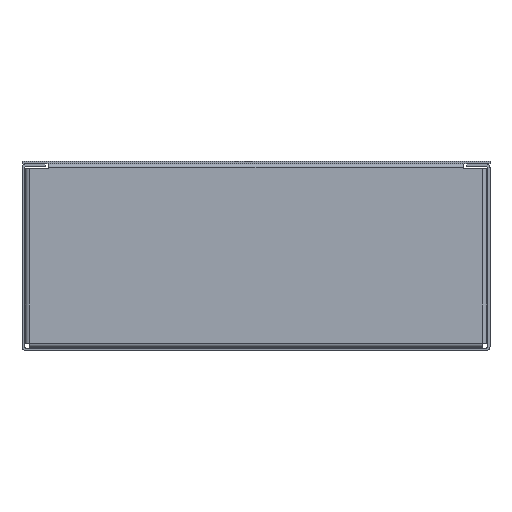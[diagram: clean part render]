
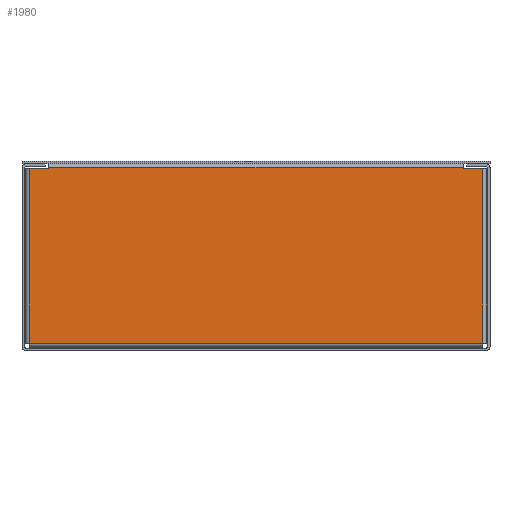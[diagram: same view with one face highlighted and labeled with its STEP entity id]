
A CAD part, front view. The second image highlights one B-rep face of the part: STEP entity #1980.
In plain terms, the highlighted planar face has unit normal (0, -1, 0).
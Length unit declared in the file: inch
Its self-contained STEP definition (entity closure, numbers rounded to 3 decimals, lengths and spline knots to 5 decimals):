
#141 = VECTOR ( 'NONE', #1113, 39.37008 ) ;
#157 = CARTESIAN_POINT ( 'NONE',  ( 4.429, -6., 3.9 ) ) ;
#409 = DIRECTION ( 'NONE',  ( -1., 0., 0. ) ) ;
#415 = LINE ( 'NONE', #4820, #1715 ) ;
#416 = CARTESIAN_POINT ( 'NONE',  ( -4.844, -6., 0.166 ) ) ;
#471 = LINE ( 'NONE', #5457, #4645 ) ;
#512 = DIRECTION ( 'NONE',  ( 0., 0., -1. ) ) ;
#557 = CARTESIAN_POINT ( 'NONE',  ( -4.844, -6., 3.9 ) ) ;
#626 = EDGE_CURVE ( 'NONE', #6299, #927, #415, .T. ) ;
#628 = LINE ( 'NONE', #2145, #2224 ) ;
#885 = DIRECTION ( 'NONE',  ( 0., 0., -1. ) ) ;
#915 = CARTESIAN_POINT ( 'NONE',  ( -4.429, -6., 3.914 ) ) ;
#927 = VERTEX_POINT ( 'NONE', #157 ) ;
#1005 = LINE ( 'NONE', #3572, #1599 ) ;
#1113 = DIRECTION ( 'NONE',  ( -1., 0., 0. ) ) ;
#1599 = VECTOR ( 'NONE', #2090, 39.37008 ) ;
#1715 = VECTOR ( 'NONE', #885, 39.37008 ) ;
#1892 = CARTESIAN_POINT ( 'NONE',  ( -4.844, -6., 3.914 ) ) ;
#1980 = ADVANCED_FACE ( 'NONE', ( #5796 ), #4785, .T. ) ;
#2090 = DIRECTION ( 'NONE',  ( 0., 0., 1. ) ) ;
#2145 = CARTESIAN_POINT ( 'NONE',  ( 4.844, -6., 0.166 ) ) ;
#2201 = EDGE_CURVE ( 'NONE', #2588, #3964, #471, .T. ) ;
#2224 = VECTOR ( 'NONE', #3658, 39.37008 ) ;
#2380 = ORIENTED_EDGE ( 'NONE', *, *, #3895, .T. ) ;
#2422 = CARTESIAN_POINT ( 'NONE',  ( -4.844, -6., 3.9 ) ) ;
#2578 = VECTOR ( 'NONE', #512, 39.37008 ) ;
#2588 = VERTEX_POINT ( 'NONE', #3584 ) ;
#2601 = EDGE_CURVE ( 'NONE', #4268, #927, #5610, .T. ) ;
#2813 = LINE ( 'NONE', #1892, #2960 ) ;
#2881 = CARTESIAN_POINT ( 'NONE',  ( 4.844, -6., 3.9 ) ) ;
#2960 = VECTOR ( 'NONE', #409, 39.37008 ) ;
#2970 = AXIS2_PLACEMENT_3D ( 'NONE', #4811, #5885, #4316 ) ;
#3090 = ORIENTED_EDGE ( 'NONE', *, *, #2601, .T. ) ;
#3290 = ORIENTED_EDGE ( 'NONE', *, *, #5773, .T. ) ;
#3322 = DIRECTION ( 'NONE',  ( 1., 0., 0. ) ) ;
#3326 = ORIENTED_EDGE ( 'NONE', *, *, #6308, .F. ) ;
#3443 = CARTESIAN_POINT ( 'NONE',  ( -4.844, -6., 0.166 ) ) ;
#3535 = VERTEX_POINT ( 'NONE', #5937 ) ;
#3572 = CARTESIAN_POINT ( 'NONE',  ( -4.429, -6., 3.9 ) ) ;
#3584 = CARTESIAN_POINT ( 'NONE',  ( -4.429, -6., 3.9 ) ) ;
#3658 = DIRECTION ( 'NONE',  ( 0., 0., 1. ) ) ;
#3895 = EDGE_CURVE ( 'NONE', #3964, #3997, #4946, .T. ) ;
#3964 = VERTEX_POINT ( 'NONE', #2422 ) ;
#3989 = DIRECTION ( 'NONE',  ( -1., 0., 0. ) ) ;
#3994 = CARTESIAN_POINT ( 'NONE',  ( 4.429, -6., 3.914 ) ) ;
#3997 = VERTEX_POINT ( 'NONE', #5177 ) ;
#4268 = VERTEX_POINT ( 'NONE', #2881 ) ;
#4316 = DIRECTION ( 'NONE',  ( 1., 0., 0. ) ) ;
#4366 = LINE ( 'NONE', #416, #4416 ) ;
#4416 = VECTOR ( 'NONE', #3322, 39.37008 ) ;
#4525 = ORIENTED_EDGE ( 'NONE', *, *, #5503, .T. ) ;
#4617 = ORIENTED_EDGE ( 'NONE', *, *, #626, .F. ) ;
#4645 = VECTOR ( 'NONE', #3989, 39.37008 ) ;
#4785 = PLANE ( 'NONE',  #2970 ) ;
#4811 = CARTESIAN_POINT ( 'NONE',  ( -4.844, -6., 0.166 ) ) ;
#4820 = CARTESIAN_POINT ( 'NONE',  ( 4.429, -6., 3.9 ) ) ;
#4946 = LINE ( 'NONE', #3443, #2578 ) ;
#5177 = CARTESIAN_POINT ( 'NONE',  ( -4.844, -6., 0.166 ) ) ;
#5457 = CARTESIAN_POINT ( 'NONE',  ( -4.844, -6., 3.9 ) ) ;
#5503 = EDGE_CURVE ( 'NONE', #3535, #4268, #628, .T. ) ;
#5610 = LINE ( 'NONE', #557, #141 ) ;
#5773 = EDGE_CURVE ( 'NONE', #3997, #3535, #4366, .T. ) ;
#5796 = FACE_OUTER_BOUND ( 'NONE', #6035, .T. ) ;
#5818 = ORIENTED_EDGE ( 'NONE', *, *, #6185, .T. ) ;
#5846 = VERTEX_POINT ( 'NONE', #915 ) ;
#5885 = DIRECTION ( 'NONE',  ( 0., -1., 0. ) ) ;
#5937 = CARTESIAN_POINT ( 'NONE',  ( 4.844, -6., 0.166 ) ) ;
#6035 = EDGE_LOOP ( 'NONE', ( #4525, #3090, #4617, #5818, #3326, #6172, #2380, #3290 ) ) ;
#6172 = ORIENTED_EDGE ( 'NONE', *, *, #2201, .T. ) ;
#6185 = EDGE_CURVE ( 'NONE', #6299, #5846, #2813, .T. ) ;
#6299 = VERTEX_POINT ( 'NONE', #3994 ) ;
#6308 = EDGE_CURVE ( 'NONE', #2588, #5846, #1005, .T. ) ;
